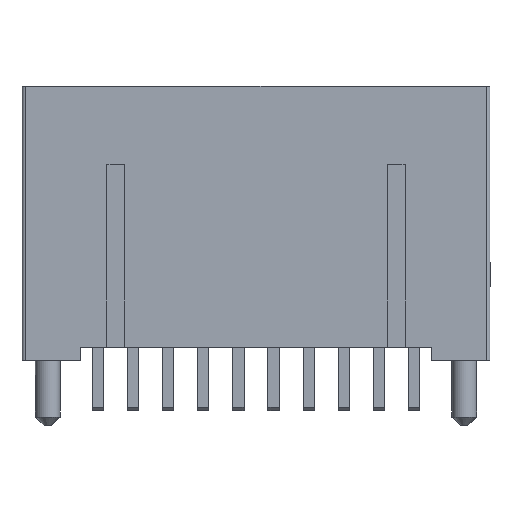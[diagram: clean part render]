
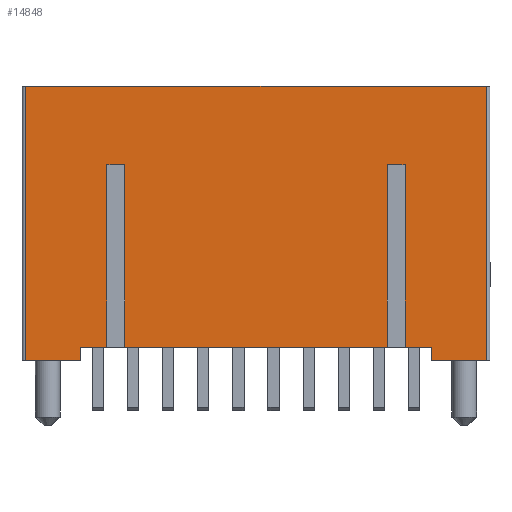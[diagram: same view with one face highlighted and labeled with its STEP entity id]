
A CAD part, front view. The second image highlights one B-rep face of the part: STEP entity #14848.
In plain terms, the highlighted planar face has unit normal (0, -1, 0).
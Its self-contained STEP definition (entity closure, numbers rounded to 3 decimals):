
#412 = VECTOR ( 'NONE', #27321, 1000. ) ;
#456 = LINE ( 'NONE', #22986, #16217 ) ;
#705 = ORIENTED_EDGE ( 'NONE', *, *, #14019, .F. ) ;
#886 = EDGE_CURVE ( 'NONE', #7760, #29755, #20293, .T. ) ;
#1393 = CARTESIAN_POINT ( 'NONE',  ( -10., -5.84, 20.903 ) ) ;
#1679 = LINE ( 'NONE', #1393, #27211 ) ;
#2251 = EDGE_CURVE ( 'NONE', #12869, #10674, #20760, .T. ) ;
#2423 = DIRECTION ( 'NONE',  ( 0., 0., -1. ) ) ;
#3112 = ORIENTED_EDGE ( 'NONE', *, *, #29101, .F. ) ;
#3305 = VECTOR ( 'NONE', #7609, 1000. ) ;
#3484 = EDGE_CURVE ( 'NONE', #5949, #29190, #6339, .T. ) ;
#3505 = DIRECTION ( 'NONE',  ( 0., 1., 0. ) ) ;
#3688 = EDGE_CURVE ( 'NONE', #6897, #5949, #26015, .T. ) ;
#3917 = ORIENTED_EDGE ( 'NONE', *, *, #19168, .T. ) ;
#3949 = CARTESIAN_POINT ( 'NONE',  ( 10., -5.84, 0.753 ) ) ;
#4215 = VECTOR ( 'NONE', #19721, 1000. ) ;
#4307 = AXIS2_PLACEMENT_3D ( 'NONE', #16898, #3505, #12389 ) ;
#4315 = CARTESIAN_POINT ( 'NONE',  ( 8.486, -5.84, 11.13 ) ) ;
#4654 = ORIENTED_EDGE ( 'NONE', *, *, #17296, .T. ) ;
#4656 = DIRECTION ( 'NONE',  ( 0., 0., 1. ) ) ;
#4959 = CARTESIAN_POINT ( 'NONE',  ( -8.486, -5.84, 0.753 ) ) ;
#5409 = DIRECTION ( 'NONE',  ( 0., 0., -1. ) ) ;
#5605 = CARTESIAN_POINT ( 'NONE',  ( -10., -5.84, 0.753 ) ) ;
#5949 = VERTEX_POINT ( 'NONE', #25242 ) ;
#6033 = LINE ( 'NONE', #10556, #4215 ) ;
#6058 = DIRECTION ( 'NONE',  ( 0., 0., -1. ) ) ;
#6339 = LINE ( 'NONE', #27381, #26359 ) ;
#6348 = DIRECTION ( 'NONE',  ( 1., 0., 0. ) ) ;
#6464 = EDGE_CURVE ( 'NONE', #23446, #16696, #14371, .T. ) ;
#6516 = LINE ( 'NONE', #22705, #22808 ) ;
#6897 = VERTEX_POINT ( 'NONE', #7227 ) ;
#7192 = DIRECTION ( 'NONE',  ( 1., 0., 0. ) ) ;
#7227 = CARTESIAN_POINT ( 'NONE',  ( -8.486, -5.84, 11.13 ) ) ;
#7412 = DIRECTION ( 'NONE',  ( 0., 0., -1. ) ) ;
#7497 = CARTESIAN_POINT ( 'NONE',  ( 10., -5.84, 0. ) ) ;
#7609 = DIRECTION ( 'NONE',  ( 0., 0., 1. ) ) ;
#7694 = VECTOR ( 'NONE', #20993, 1000. ) ;
#7760 = VERTEX_POINT ( 'NONE', #13567 ) ;
#8038 = VERTEX_POINT ( 'NONE', #26832 ) ;
#8150 = VERTEX_POINT ( 'NONE', #13444 ) ;
#8196 = CARTESIAN_POINT ( 'NONE',  ( 8.486, -5.84, 11.13 ) ) ;
#8407 = EDGE_CURVE ( 'NONE', #29190, #17498, #1679, .T. ) ;
#9233 = VECTOR ( 'NONE', #4656, 1000. ) ;
#10556 = CARTESIAN_POINT ( 'NONE',  ( -13.315, -5.84, 15.6 ) ) ;
#10674 = VERTEX_POINT ( 'NONE', #19955 ) ;
#11050 = VECTOR ( 'NONE', #26132, 1000. ) ;
#11469 = EDGE_LOOP ( 'NONE', ( #3112, #24111, #26872, #4654, #29695, #20697, #3917, #21195, #22186, #25645, #15939, #26696, #26998, #14477, #24301, #705 ) ) ;
#12364 = VERTEX_POINT ( 'NONE', #29036 ) ;
#12389 = DIRECTION ( 'NONE',  ( 0., 0., 1. ) ) ;
#12869 = VERTEX_POINT ( 'NONE', #12972 ) ;
#12954 = VERTEX_POINT ( 'NONE', #8196 ) ;
#12972 = CARTESIAN_POINT ( 'NONE',  ( 7.47, -5.84, 11.13 ) ) ;
#13205 = EDGE_CURVE ( 'NONE', #8038, #12364, #6033, .T. ) ;
#13444 = CARTESIAN_POINT ( 'NONE',  ( -13.115, -5.84, 0. ) ) ;
#13567 = CARTESIAN_POINT ( 'NONE',  ( -7.47, -5.84, 0.753 ) ) ;
#13836 = CARTESIAN_POINT ( 'NONE',  ( -7.47, -5.84, 0.753 ) ) ;
#13943 = LINE ( 'NONE', #23089, #11050 ) ;
#14019 = EDGE_CURVE ( 'NONE', #12954, #12869, #24603, .T. ) ;
#14210 = VERTEX_POINT ( 'NONE', #24428 ) ;
#14371 = LINE ( 'NONE', #25814, #7694 ) ;
#14477 = ORIENTED_EDGE ( 'NONE', *, *, #25327, .F. ) ;
#14635 = FACE_OUTER_BOUND ( 'NONE', #11469, .T. ) ;
#14797 = LINE ( 'NONE', #25935, #3305 ) ;
#14848 = ADVANCED_FACE ( 'NONE', ( #14635 ), #24107, .F. ) ;
#14945 = CARTESIAN_POINT ( 'NONE',  ( -7.47, -5.84, 11.13 ) ) ;
#15939 = ORIENTED_EDGE ( 'NONE', *, *, #3688, .F. ) ;
#16079 = DIRECTION ( 'NONE',  ( -1., 0., 0. ) ) ;
#16217 = VECTOR ( 'NONE', #2423, 1000. ) ;
#16277 = LINE ( 'NONE', #27572, #21228 ) ;
#16696 = VERTEX_POINT ( 'NONE', #29074 ) ;
#16702 = LINE ( 'NONE', #25876, #22441 ) ;
#16898 = CARTESIAN_POINT ( 'NONE',  ( -13.315, -5.84, 15.6 ) ) ;
#17296 = EDGE_CURVE ( 'NONE', #22983, #14210, #23078, .T. ) ;
#17498 = VERTEX_POINT ( 'NONE', #18975 ) ;
#17620 = LINE ( 'NONE', #26792, #20305 ) ;
#17688 = VECTOR ( 'NONE', #5409, 1000. ) ;
#18975 = CARTESIAN_POINT ( 'NONE',  ( -10., -5.84, 0. ) ) ;
#19060 = EDGE_CURVE ( 'NONE', #23446, #22983, #456, .T. ) ;
#19168 = EDGE_CURVE ( 'NONE', #8038, #8150, #16702, .T. ) ;
#19721 = DIRECTION ( 'NONE',  ( 1., 0., 0. ) ) ;
#19955 = CARTESIAN_POINT ( 'NONE',  ( 7.47, -5.84, 0.753 ) ) ;
#20293 = LINE ( 'NONE', #13836, #9233 ) ;
#20305 = VECTOR ( 'NONE', #6348, 1000. ) ;
#20470 = DIRECTION ( 'NONE',  ( -1., 0., 0. ) ) ;
#20697 = ORIENTED_EDGE ( 'NONE', *, *, #13205, .F. ) ;
#20760 = LINE ( 'NONE', #20919, #22599 ) ;
#20919 = CARTESIAN_POINT ( 'NONE',  ( 7.47, -5.84, 0.753 ) ) ;
#20993 = DIRECTION ( 'NONE',  ( -1., 0., 0. ) ) ;
#21195 = ORIENTED_EDGE ( 'NONE', *, *, #29268, .T. ) ;
#21228 = VECTOR ( 'NONE', #27274, 1000. ) ;
#22186 = ORIENTED_EDGE ( 'NONE', *, *, #8407, .F. ) ;
#22441 = VECTOR ( 'NONE', #23599, 1000. ) ;
#22599 = VECTOR ( 'NONE', #7412, 1000. ) ;
#22672 = EDGE_CURVE ( 'NONE', #29755, #6897, #6516, .T. ) ;
#22705 = CARTESIAN_POINT ( 'NONE',  ( -8.486, -5.84, 11.13 ) ) ;
#22808 = VECTOR ( 'NONE', #20470, 1000. ) ;
#22983 = VERTEX_POINT ( 'NONE', #7497 ) ;
#22986 = CARTESIAN_POINT ( 'NONE',  ( 10., -5.84, 20.903 ) ) ;
#23078 = LINE ( 'NONE', #27786, #25277 ) ;
#23089 = CARTESIAN_POINT ( 'NONE',  ( 10., -5.84, 0.753 ) ) ;
#23446 = VERTEX_POINT ( 'NONE', #3949 ) ;
#23599 = DIRECTION ( 'NONE',  ( 0., 0., -1. ) ) ;
#24107 = PLANE ( 'NONE',  #4307 ) ;
#24111 = ORIENTED_EDGE ( 'NONE', *, *, #6464, .F. ) ;
#24301 = ORIENTED_EDGE ( 'NONE', *, *, #2251, .F. ) ;
#24340 = EDGE_CURVE ( 'NONE', #14210, #12364, #14797, .T. ) ;
#24428 = CARTESIAN_POINT ( 'NONE',  ( 13.115, -5.84, 0. ) ) ;
#24603 = LINE ( 'NONE', #4315, #412 ) ;
#25242 = CARTESIAN_POINT ( 'NONE',  ( -8.486, -5.84, 0.753 ) ) ;
#25277 = VECTOR ( 'NONE', #7192, 1000. ) ;
#25327 = EDGE_CURVE ( 'NONE', #10674, #7760, #13943, .T. ) ;
#25645 = ORIENTED_EDGE ( 'NONE', *, *, #3484, .F. ) ;
#25814 = CARTESIAN_POINT ( 'NONE',  ( 10., -5.84, 0.753 ) ) ;
#25876 = CARTESIAN_POINT ( 'NONE',  ( -13.115, -5.84, 15.6 ) ) ;
#25935 = CARTESIAN_POINT ( 'NONE',  ( 13.115, -5.84, 15.6 ) ) ;
#26015 = LINE ( 'NONE', #4959, #17688 ) ;
#26132 = DIRECTION ( 'NONE',  ( -1., 0., 0. ) ) ;
#26359 = VECTOR ( 'NONE', #16079, 1000. ) ;
#26696 = ORIENTED_EDGE ( 'NONE', *, *, #22672, .F. ) ;
#26792 = CARTESIAN_POINT ( 'NONE',  ( -13.315, -5.84, 0. ) ) ;
#26832 = CARTESIAN_POINT ( 'NONE',  ( -13.115, -5.84, 15.6 ) ) ;
#26872 = ORIENTED_EDGE ( 'NONE', *, *, #19060, .T. ) ;
#26998 = ORIENTED_EDGE ( 'NONE', *, *, #886, .F. ) ;
#27211 = VECTOR ( 'NONE', #6058, 1000. ) ;
#27274 = DIRECTION ( 'NONE',  ( 0., 0., 1. ) ) ;
#27321 = DIRECTION ( 'NONE',  ( -1., 0., 0. ) ) ;
#27381 = CARTESIAN_POINT ( 'NONE',  ( 10., -5.84, 0.753 ) ) ;
#27572 = CARTESIAN_POINT ( 'NONE',  ( 8.486, -5.84, 0.753 ) ) ;
#27786 = CARTESIAN_POINT ( 'NONE',  ( -13.315, -5.84, 0. ) ) ;
#29036 = CARTESIAN_POINT ( 'NONE',  ( 13.115, -5.84, 15.6 ) ) ;
#29074 = CARTESIAN_POINT ( 'NONE',  ( 8.486, -5.84, 0.753 ) ) ;
#29101 = EDGE_CURVE ( 'NONE', #16696, #12954, #16277, .T. ) ;
#29190 = VERTEX_POINT ( 'NONE', #5605 ) ;
#29268 = EDGE_CURVE ( 'NONE', #8150, #17498, #17620, .T. ) ;
#29695 = ORIENTED_EDGE ( 'NONE', *, *, #24340, .T. ) ;
#29755 = VERTEX_POINT ( 'NONE', #14945 ) ;
